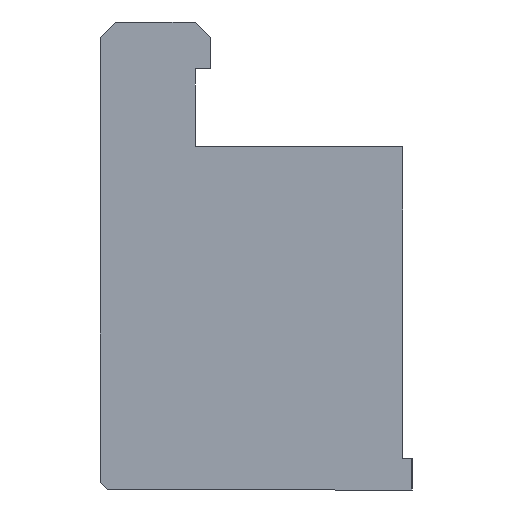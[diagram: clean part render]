
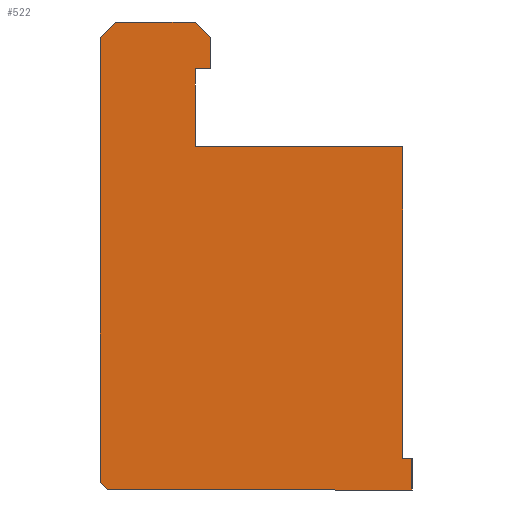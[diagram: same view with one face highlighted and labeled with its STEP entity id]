
A CAD part, left-side view. The second image highlights one B-rep face of the part: STEP entity #522.
In plain terms, the highlighted planar face has unit normal (-1, 0, 0).
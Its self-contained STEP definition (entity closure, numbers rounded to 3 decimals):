
#5 = LINE ( 'NONE', #508, #302 ) ;
#6 = DIRECTION ( 'NONE',  ( 0., 0., -1. ) ) ;
#11 = LINE ( 'NONE', #557, #942 ) ;
#13 = CARTESIAN_POINT ( 'NONE',  ( -37.5, 0., 0. ) ) ;
#15 = CARTESIAN_POINT ( 'NONE',  ( -37.5, 19.5, -15. ) ) ;
#34 = VERTEX_POINT ( 'NONE', #198 ) ;
#37 = ORIENTED_EDGE ( 'NONE', *, *, #882, .F. ) ;
#69 = ORIENTED_EDGE ( 'NONE', *, *, #124, .F. ) ;
#85 = VECTOR ( 'NONE', #848, 1000. ) ;
#90 = PLANE ( 'NONE',  #256 ) ;
#103 = EDGE_CURVE ( 'NONE', #34, #161, #275, .T. ) ;
#104 = CARTESIAN_POINT ( 'NONE',  ( -37.5, 0., 0. ) ) ;
#113 = ORIENTED_EDGE ( 'NONE', *, *, #206, .T. ) ;
#121 = VECTOR ( 'NONE', #969, 1000. ) ;
#124 = EDGE_CURVE ( 'NONE', #490, #563, #667, .T. ) ;
#125 = CARTESIAN_POINT ( 'NONE',  ( -37.5, 0.6, 7. ) ) ;
#131 = ORIENTED_EDGE ( 'NONE', *, *, #801, .F. ) ;
#137 = CARTESIAN_POINT ( 'NONE',  ( -37.5, 0.6, -13. ) ) ;
#140 = ORIENTED_EDGE ( 'NONE', *, *, #767, .T. ) ;
#149 = ORIENTED_EDGE ( 'NONE', *, *, #271, .F. ) ;
#158 = VECTOR ( 'NONE', #280, 1000. ) ;
#161 = VERTEX_POINT ( 'NONE', #926 ) ;
#175 = LINE ( 'NONE', #432, #469 ) ;
#181 = DIRECTION ( 'NONE',  ( 0., 0.707, 0.707 ) ) ;
#198 = CARTESIAN_POINT ( 'NONE',  ( -37.5, 13.9, 12. ) ) ;
#206 = EDGE_CURVE ( 'NONE', #247, #353, #440, .T. ) ;
#212 = VERTEX_POINT ( 'NONE', #412 ) ;
#216 = CARTESIAN_POINT ( 'NONE',  ( -37.5, 0., -15. ) ) ;
#221 = EDGE_CURVE ( 'NONE', #958, #268, #946, .T. ) ;
#229 = VERTEX_POINT ( 'NONE', #137 ) ;
#247 = VERTEX_POINT ( 'NONE', #750 ) ;
#248 = DIRECTION ( 'NONE',  ( 0., 0., -1. ) ) ;
#256 = AXIS2_PLACEMENT_3D ( 'NONE', #13, #400, #248 ) ;
#259 = ORIENTED_EDGE ( 'NONE', *, *, #287, .F. ) ;
#268 = VERTEX_POINT ( 'NONE', #216 ) ;
#271 = EDGE_CURVE ( 'NONE', #612, #212, #5, .T. ) ;
#275 = LINE ( 'NONE', #922, #85 ) ;
#280 = DIRECTION ( 'NONE',  ( 0., 0., -1. ) ) ;
#287 = EDGE_CURVE ( 'NONE', #769, #229, #642, .T. ) ;
#302 = VECTOR ( 'NONE', #753, 1000. ) ;
#312 = LINE ( 'NONE', #806, #836 ) ;
#332 = DIRECTION ( 'NONE',  ( 0., 0.707, 0.707 ) ) ;
#334 = VERTEX_POINT ( 'NONE', #918 ) ;
#347 = DIRECTION ( 'NONE',  ( 0., -1., 0. ) ) ;
#353 = VERTEX_POINT ( 'NONE', #368 ) ;
#354 = DIRECTION ( 'NONE',  ( 0., 0., -1. ) ) ;
#368 = CARTESIAN_POINT ( 'NONE',  ( -37.5, 13.9, 15. ) ) ;
#391 = ORIENTED_EDGE ( 'NONE', *, *, #443, .F. ) ;
#400 = DIRECTION ( 'NONE',  ( 1., 0., 0. ) ) ;
#412 = CARTESIAN_POINT ( 'NONE',  ( -37.5, 19., 15. ) ) ;
#427 = LINE ( 'NONE', #534, #493 ) ;
#432 = CARTESIAN_POINT ( 'NONE',  ( -37.5, 13.9, 0. ) ) ;
#440 = LINE ( 'NONE', #782, #830 ) ;
#443 = EDGE_CURVE ( 'NONE', #247, #161, #427, .T. ) ;
#449 = VECTOR ( 'NONE', #851, 1000. ) ;
#452 = CARTESIAN_POINT ( 'NONE',  ( -37.5, 19.5, -15. ) ) ;
#469 = VECTOR ( 'NONE', #510, 1000. ) ;
#482 = CARTESIAN_POINT ( 'NONE',  ( -37.5, 20., 14. ) ) ;
#490 = VERTEX_POINT ( 'NONE', #452 ) ;
#493 = VECTOR ( 'NONE', #6, 1000. ) ;
#508 = CARTESIAN_POINT ( 'NONE',  ( -37.5, 20., 14. ) ) ;
#510 = DIRECTION ( 'NONE',  ( 0., 0., -1. ) ) ;
#522 = ADVANCED_FACE ( 'NONE', ( #928 ), #90, .F. ) ;
#532 = ORIENTED_EDGE ( 'NONE', *, *, #633, .F. ) ;
#534 = CARTESIAN_POINT ( 'NONE',  ( -37.5, 12.9, 0. ) ) ;
#557 = CARTESIAN_POINT ( 'NONE',  ( -37.5, 0., -15. ) ) ;
#563 = VERTEX_POINT ( 'NONE', #844 ) ;
#565 = ORIENTED_EDGE ( 'NONE', *, *, #221, .F. ) ;
#578 = CARTESIAN_POINT ( 'NONE',  ( -37.5, 0., 15. ) ) ;
#593 = VECTOR ( 'NONE', #935, 1000. ) ;
#612 = VERTEX_POINT ( 'NONE', #482 ) ;
#617 = VECTOR ( 'NONE', #347, 1000. ) ;
#633 = EDGE_CURVE ( 'NONE', #268, #490, #11, .T. ) ;
#642 = LINE ( 'NONE', #908, #121 ) ;
#660 = EDGE_CURVE ( 'NONE', #958, #229, #760, .T. ) ;
#667 = LINE ( 'NONE', #15, #702 ) ;
#680 = LINE ( 'NONE', #578, #617 ) ;
#681 = EDGE_CURVE ( 'NONE', #334, #769, #820, .T. ) ;
#702 = VECTOR ( 'NONE', #332, 1000. ) ;
#746 = ORIENTED_EDGE ( 'NONE', *, *, #681, .F. ) ;
#750 = CARTESIAN_POINT ( 'NONE',  ( -37.5, 12.9, 14. ) ) ;
#753 = DIRECTION ( 'NONE',  ( 0., -0.707, 0.707 ) ) ;
#760 = LINE ( 'NONE', #862, #449 ) ;
#767 = EDGE_CURVE ( 'NONE', #612, #563, #312, .T. ) ;
#769 = VERTEX_POINT ( 'NONE', #125 ) ;
#782 = CARTESIAN_POINT ( 'NONE',  ( -37.5, 13.9, 15. ) ) ;
#789 = DIRECTION ( 'NONE',  ( 0., 1., 0. ) ) ;
#801 = EDGE_CURVE ( 'NONE', #212, #353, #680, .T. ) ;
#806 = CARTESIAN_POINT ( 'NONE',  ( -37.5, 20., 15. ) ) ;
#820 = LINE ( 'NONE', #856, #593 ) ;
#830 = VECTOR ( 'NONE', #181, 1000. ) ;
#836 = VECTOR ( 'NONE', #354, 1000. ) ;
#844 = CARTESIAN_POINT ( 'NONE',  ( -37.5, 20., -14.5 ) ) ;
#848 = DIRECTION ( 'NONE',  ( 0., -1., 0. ) ) ;
#851 = DIRECTION ( 'NONE',  ( 0., 1., 0. ) ) ;
#856 = CARTESIAN_POINT ( 'NONE',  ( -37.5, 0., 7. ) ) ;
#862 = CARTESIAN_POINT ( 'NONE',  ( -37.5, 0.6, -13. ) ) ;
#882 = EDGE_CURVE ( 'NONE', #34, #334, #175, .T. ) ;
#898 = ORIENTED_EDGE ( 'NONE', *, *, #103, .T. ) ;
#908 = CARTESIAN_POINT ( 'NONE',  ( -37.5, 0.6, 0. ) ) ;
#918 = CARTESIAN_POINT ( 'NONE',  ( -37.5, 13.9, 7. ) ) ;
#922 = CARTESIAN_POINT ( 'NONE',  ( -37.5, 12.9, 12. ) ) ;
#925 = CARTESIAN_POINT ( 'NONE',  ( -37.5, 0., -13. ) ) ;
#926 = CARTESIAN_POINT ( 'NONE',  ( -37.5, 12.9, 12. ) ) ;
#928 = FACE_OUTER_BOUND ( 'NONE', #982, .T. ) ;
#935 = DIRECTION ( 'NONE',  ( 0., -1., 0. ) ) ;
#938 = ORIENTED_EDGE ( 'NONE', *, *, #660, .T. ) ;
#942 = VECTOR ( 'NONE', #789, 1000. ) ;
#946 = LINE ( 'NONE', #104, #158 ) ;
#958 = VERTEX_POINT ( 'NONE', #925 ) ;
#969 = DIRECTION ( 'NONE',  ( 0., 0., -1. ) ) ;
#982 = EDGE_LOOP ( 'NONE', ( #938, #259, #746, #37, #898, #391, #113, #131, #149, #140, #69, #532, #565 ) ) ;
